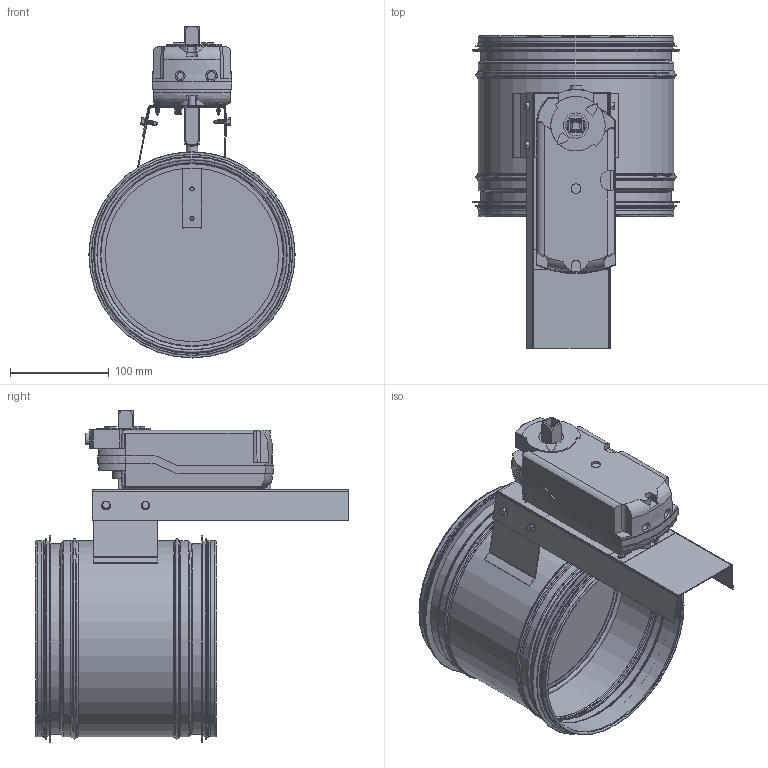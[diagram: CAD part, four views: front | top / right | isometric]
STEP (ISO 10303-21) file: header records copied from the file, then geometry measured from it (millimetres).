
FILE_DESCRIPTION((''),'2;1');
FILE_NAME('HISC-EFS-230_200.stp','2014-06-18T13:51:23',(''),(''),'Autodesk Inventor 2013','Autodesk Inventor 2013','');
FILE_SCHEMA(('AUTOMOTIVE_DESIGN { 1 2 10303 214 0 1 1 1 }'));
Length unit declared in the file: millimetre
Products named in the file (18): HISC-EFS-230_200; HISochHISC_Rör-06; 999006; Spjällhylla_HISC-E-HIS-E-200; SpjällaxelKort; BlindnitmutterM5; Cellgummi; Starlock; 116011; Borrskruv_4,2x13; Spjällaxel-120; HMH-200-L260; 999317; 90242___8_13-mattssons; FästeSpjällmotorSF-Små; 90232___6_10-mattssons; G-list-200; ASF112F120
Assembly tree (23 placements, depth 2):
  HISC-EFS-230_200
    HISochHISC_Rör-06
    999006  x2
    Spjällhylla_HISC-E-HIS-E-200
    SpjällaxelKort
    BlindnitmutterM5
    Cellgummi
    Starlock
    116011
    Borrskruv_4,2x13  x2
    Spjällaxel-120
    HMH-200-L260
    999317
    90242___8_13-mattssons  x4
    FästeSpjällmotorSF-Små
    90232___6_10-mattssons  x2
    G-list-200
    ASF112F120
Bounding box: 209.35 x 317.5 x 337.05 mm (x, y, z)
Volume: 903346.5 mm3; surface area: 596772.6 mm2
Topology: 23 solids, 24 shells, 1127 faces, 2674 edges, 1622 vertices
Faces by surface type: plane 386, cylinder 362, cone 300, torus 53, bspline 20, sphere 6
Full cylindrical faces by diameter (mm): 2.656 x12, 3.291 x28, 3.5 x10, 4 x2, 4.2 x24, 4.567 x1, 5 x2, 6 x1, 6.9 x1, 7 x4, 8.5 x1, 8.8 x4, 10 x3, 11.7 x1, 12 x2, 21 x3, 22 x2, 25.6 x1, 27 x1, 30 x1, 176.191 x2, 185 x1, 187 x1, 192.55 x1, 192.71 x1, 193.55 x1, 193.71 x1, 195.35 x2, 197.95 x11, 198.95 x5
Entity records: 25415 total; most frequent: CARTESIAN_POINT 6538, DIRECTION 3867, ORIENTED_EDGE 3488, EDGE_CURVE 1744, AXIS2_PLACEMENT_3D 1548, VERTEX_POINT 1142, EDGE_LOOP 1024, FACE_OUTER_BOUND 808
